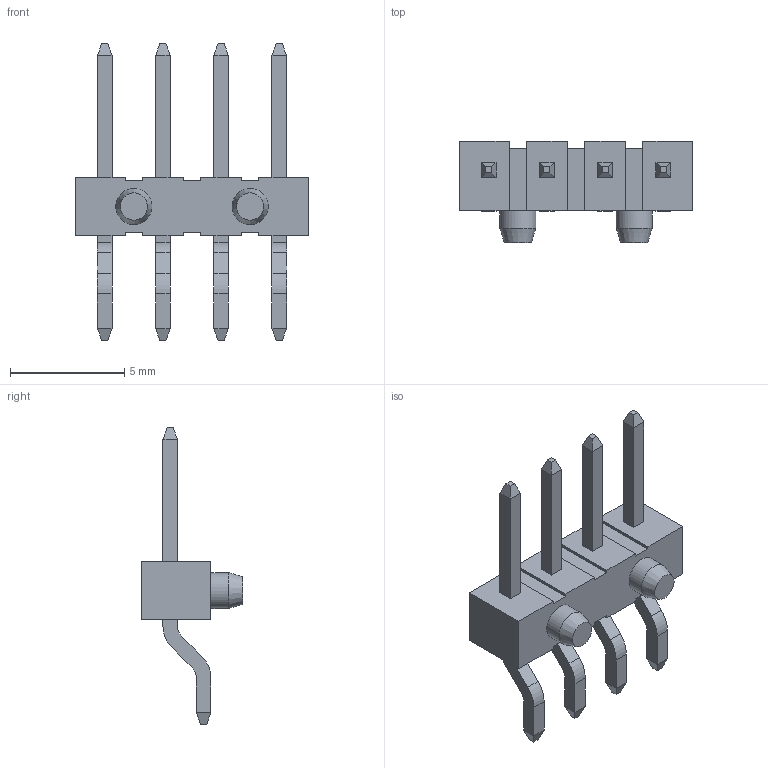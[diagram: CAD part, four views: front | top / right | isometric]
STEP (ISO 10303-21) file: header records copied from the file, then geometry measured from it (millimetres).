
FILE_DESCRIPTION(/* description */ ('STEP AP214'),/* implementation_level */ '2;1');
FILE_NAME(/* name */ 'TSM-104-01-L-SH-A',/* time_stamp */ '2025-05-11T15:01:30+02:00',/* author */ ('License CC BY-ND 4.0'),/* organization */ ('CADENAS'),/* preprocessor_version */ 'ST-DEVELOPER v19.3',/* originating_system */ 'PARTsolutions',/* authorisation */ ' ');
FILE_SCHEMA (('AUTOMOTIVE_DESIGN {1 0 10303 214 3 1 1}'));
Length unit declared in the file: inch
Products named in the file (4): TSM-104-01-L-SH-A; TSM-104-01-SH-A_body; T-1S6-08-L(-01-4-SH); T-1S6-08-L(-01-4-SH)2
Assembly tree (3 placements, depth 2):
  TSM-104-01-L-SH-A
    TSM-104-01-SH-A_body
    T-1S6-08-L(-01-4-SH)
    T-1S6-08-L(-01-4-SH)2
Bounding box: 10.16 x 4.45 x 12.95 mm (x, y, z)
Volume: 98.1 mm3; surface area: 323.8 mm2
Topology: 3 solids, 3 shells, 152 faces, 400 edges, 256 vertices
Faces by surface type: plane 132, cylinder 18, cone 2
Full cylindrical faces by diameter (mm): 1.575 x2
Entity records: 4669 total; most frequent: CARTESIAN_POINT 804, ORIENTED_EDGE 788, DIRECTION 744, EDGE_CURVE 394, LINE 356, VECTOR 356, VERTEX_POINT 254, AXIS2_PLACEMENT_3D 194
